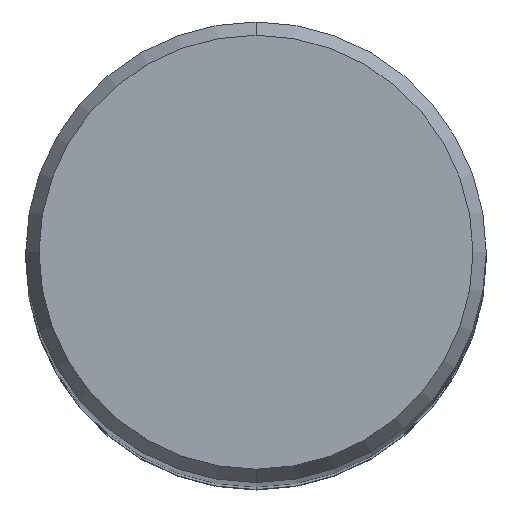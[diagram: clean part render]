
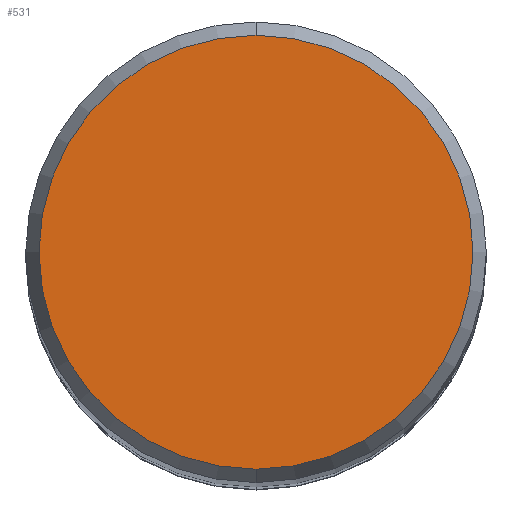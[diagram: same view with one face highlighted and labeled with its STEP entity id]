
A CAD part, top view. The second image highlights one B-rep face of the part: STEP entity #531.
In plain terms, the highlighted planar face has unit normal (0, 0, 1).
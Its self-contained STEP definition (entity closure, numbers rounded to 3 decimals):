
#251=VERTEX_POINT('',#631);
#317=EDGE_CURVE('',#405,#251,#704,.T.);
#405=VERTEX_POINT('',#800);
#507=EDGE_CURVE('',#251,#405,#914,.T.);
#531=ADVANCED_FACE('',(#941),#942,.T.);
#631=CARTESIAN_POINT('',(0.,-3.74,0.0));
#704=CIRCLE('',#1221,3.74);
#800=CARTESIAN_POINT('',(0.0,3.74,0.0));
#914=CIRCLE('',#1640,3.74);
#941=FACE_OUTER_BOUND('',#1684,.T.);
#942=PLANE('',#1685);
#1221=AXIS2_PLACEMENT_3D('',#1887,#1888,#1889);
#1640=AXIS2_PLACEMENT_3D('',#2102,#2103,#2104);
#1684=EDGE_LOOP('',(#2139,#2140));
#1685=AXIS2_PLACEMENT_3D('',#2141,#2142,#2143);
#1887=CARTESIAN_POINT('',(0.0,0.0,0.0));
#1888=DIRECTION('',(0.0,0.0,-1.0));
#1889=DIRECTION('',(0.0,1.0,0.0));
#2102=CARTESIAN_POINT('',(0.0,0.0,0.0));
#2103=DIRECTION('',(0.0,0.0,-1.0));
#2104=DIRECTION('',(0.0,1.0,0.0));
#2139=ORIENTED_EDGE('',*,*,#317,.F.);
#2140=ORIENTED_EDGE('',*,*,#507,.F.);
#2141=CARTESIAN_POINT('',(0.0,1.87,0.0));
#2142=DIRECTION('',(-0.0,0.0,1.0));
#2143=DIRECTION('',(0.0,-1.0,0.0));
